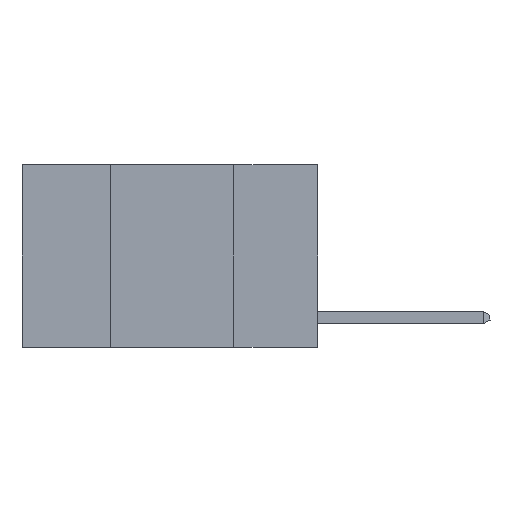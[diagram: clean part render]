
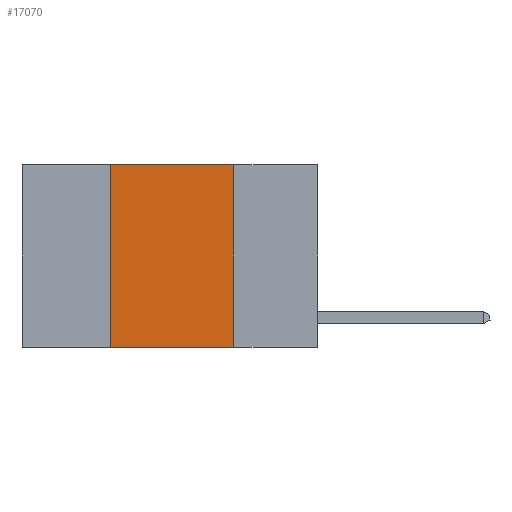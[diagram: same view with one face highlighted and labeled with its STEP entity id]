
A CAD part, left-side view. The second image highlights one B-rep face of the part: STEP entity #17070.
In plain terms, the highlighted planar face has unit normal (-1, 0, 0).
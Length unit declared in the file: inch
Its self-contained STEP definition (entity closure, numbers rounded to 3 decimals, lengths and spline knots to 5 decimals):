
#287 = VERTEX_POINT ( 'NONE', #10104 ) ;
#527 = ORIENTED_EDGE ( 'NONE', *, *, #7346, .T. ) ;
#671 = DIRECTION ( 'NONE',  ( 0., 0., 1. ) ) ;
#1110 = ORIENTED_EDGE ( 'NONE', *, *, #15632, .F. ) ;
#1202 = DIRECTION ( 'NONE',  ( 0., -1., 0. ) ) ;
#1521 = FACE_OUTER_BOUND ( 'NONE', #5444, .T. ) ;
#2132 = ORIENTED_EDGE ( 'NONE', *, *, #15878, .F. ) ;
#2197 = CARTESIAN_POINT ( 'NONE',  ( 0., 0.42, 0. ) ) ;
#2313 = CARTESIAN_POINT ( 'NONE',  ( 0., 0.42, 0. ) ) ;
#4372 = LINE ( 'NONE', #15827, #7415 ) ;
#4902 = VECTOR ( 'NONE', #671, 39.37008 ) ;
#5158 = LINE ( 'NONE', #17704, #9035 ) ;
#5444 = EDGE_LOOP ( 'NONE', ( #1110, #9297, #2132, #527 ) ) ;
#5875 = CARTESIAN_POINT ( 'NONE',  ( 0., 0.17, -0.37 ) ) ;
#6236 = VERTEX_POINT ( 'NONE', #16064 ) ;
#7346 = EDGE_CURVE ( 'NONE', #6236, #10194, #4372, .T. ) ;
#7415 = VECTOR ( 'NONE', #1202, 39.37008 ) ;
#8221 = CARTESIAN_POINT ( 'NONE',  ( 0., 0.6, 0. ) ) ;
#8442 = DIRECTION ( 'NONE',  ( 1., 0., 0. ) ) ;
#9035 = VECTOR ( 'NONE', #13337, 39.37008 ) ;
#9297 = ORIENTED_EDGE ( 'NONE', *, *, #13971, .F. ) ;
#9677 = DIRECTION ( 'NONE',  ( 0., -1., 0. ) ) ;
#10104 = CARTESIAN_POINT ( 'NONE',  ( 0., 0.17, 0. ) ) ;
#10194 = VERTEX_POINT ( 'NONE', #5875 ) ;
#10932 = AXIS2_PLACEMENT_3D ( 'NONE', #11261, #8442, #18592 ) ;
#11261 = CARTESIAN_POINT ( 'NONE',  ( 0., 0.6, 0. ) ) ;
#12102 = LINE ( 'NONE', #8221, #13028 ) ;
#13028 = VECTOR ( 'NONE', #9677, 39.37008 ) ;
#13337 = DIRECTION ( 'NONE',  ( 0., 0., -1. ) ) ;
#13971 = EDGE_CURVE ( 'NONE', #16540, #287, #12102, .T. ) ;
#15632 = EDGE_CURVE ( 'NONE', #287, #10194, #5158, .T. ) ;
#15827 = CARTESIAN_POINT ( 'NONE',  ( 0., 0.6, -0.37 ) ) ;
#15878 = EDGE_CURVE ( 'NONE', #6236, #16540, #17033, .T. ) ;
#16064 = CARTESIAN_POINT ( 'NONE',  ( 0., 0.42, -0.37 ) ) ;
#16540 = VERTEX_POINT ( 'NONE', #2313 ) ;
#17033 = LINE ( 'NONE', #2197, #4902 ) ;
#17070 = ADVANCED_FACE ( 'NONE', ( #1521 ), #17184, .F. ) ;
#17184 = PLANE ( 'NONE',  #10932 ) ;
#17704 = CARTESIAN_POINT ( 'NONE',  ( 0., 0.17, 0. ) ) ;
#18592 = DIRECTION ( 'NONE',  ( 0., 0., -1. ) ) ;
